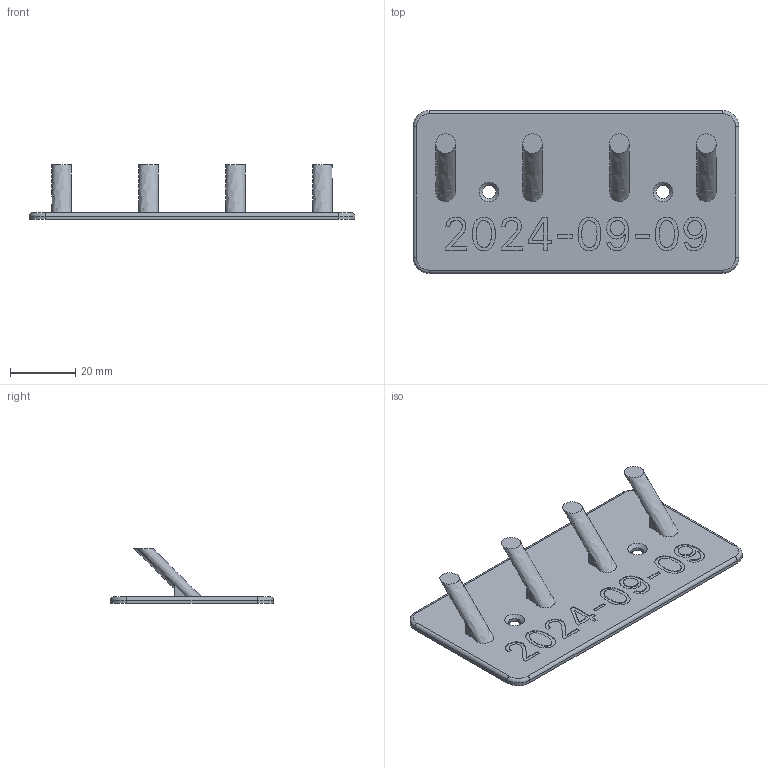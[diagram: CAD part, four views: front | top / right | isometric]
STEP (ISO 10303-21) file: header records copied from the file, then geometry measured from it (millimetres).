
FILE_DESCRIPTION(('HOOPS Exchange Step'),'2;1');
FILE_NAME('068-v2-ư-text.stp','2024-09-09T10:48:30+07:00',('nguye'),('Unknown organisation'),'HOOPS Exchange 2023.2','HOOPS Exchange','Unknown authorisation');
FILE_SCHEMA( ('AP203_CONFIGURATION_CONTROLLED_3D_DESIGN_OF_MECHANICAL_PARTS_AND_ASSEMBLIES_MIM_LF') );
Length unit declared in the file: millimetre
Products named in the file (1): 068-v2-w-text
Bounding box: 100 x 50 x 16.85 mm (x, y, z)
Volume: 11555.4 mm3; surface area: 11817.6 mm2
Topology: 1 solids, 1 shells, 278 faces, 764 edges, 508 vertices
Faces by surface type: extrusion 176, plane 82, cylinder 10, bspline 4, torus 4, cone 2
Full cylindrical faces by diameter (mm): 4 x2
Entity records: 10106 total; most frequent: CARTESIAN_POINT 3688, ORIENTED_EDGE 1528, DIRECTION 822, EDGE_CURVE 764, B_SPLINE_CURVE_WITH_KNOTS 536, VECTOR 536, VERTEX_POINT 508, LINE 360
